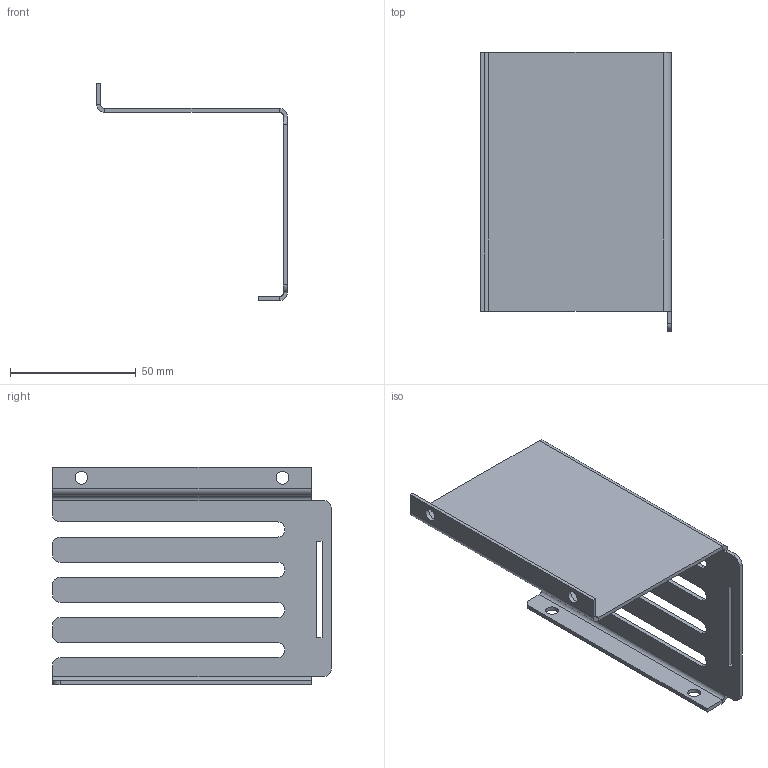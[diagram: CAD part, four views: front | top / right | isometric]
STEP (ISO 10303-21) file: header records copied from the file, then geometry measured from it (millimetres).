
FILE_DESCRIPTION(/* description */ (''),/* implementation_level */ '2;1');
FILE_NAME(/* name */ 'Cage 1 V1.step',/* time_stamp */ '2018-10-31T12:18:35-06:00',/* author */ (''),/* organization */ (''),/* preprocessor_version */ 'ST-DEVELOPER v17.2',/* originating_system */ 'Autodesk Translation Framework v7.6.0.251',/* authorisation */ '');
FILE_SCHEMA (('AUTOMOTIVE_DESIGN { 1 0 10303 214 3 1 1 }','TECHNICAL_DATA_PACKAGING'));
Length unit declared in the file: millimetre
Products named in the file (1): Cage 1
Bounding box: 75.85 x 111 x 86.6 mm (x, y, z)
Volume: 24723.9 mm3; surface area: 33173.2 mm2
Topology: 1 solids, 1 shells, 67 faces, 175 edges, 110 vertices
Faces by surface type: plane 42, cylinder 25
Full cylindrical faces by diameter (mm): 5.1 x4
Entity records: 2103 total; most frequent: DIRECTION 365, CARTESIAN_POINT 353, ORIENTED_EDGE 350, EDGE_CURVE 175, AXIS2_PLACEMENT_3D 122, LINE 121, VECTOR 121, VERTEX_POINT 110
